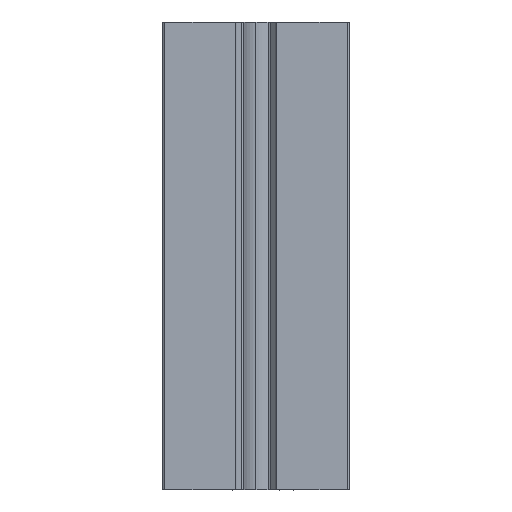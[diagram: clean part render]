
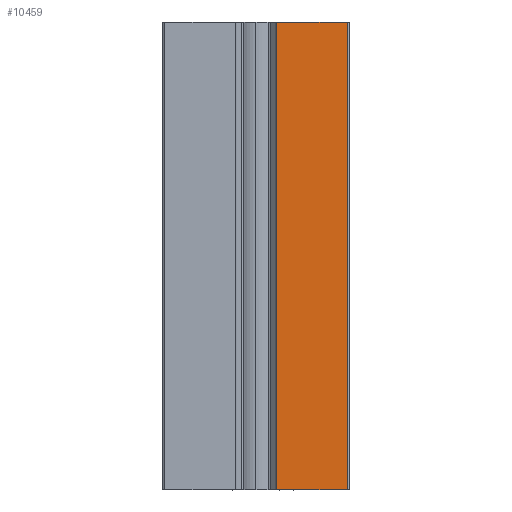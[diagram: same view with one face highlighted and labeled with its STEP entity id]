
A CAD part, left-side view. The second image highlights one B-rep face of the part: STEP entity #10459.
In plain terms, the highlighted planar face has unit normal (-1, 0, 0).
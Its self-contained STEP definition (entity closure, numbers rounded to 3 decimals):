
#203 = VERTEX_POINT ( 'NONE', #10407 ) ;
#1043 = LINE ( 'NONE', #4802, #10201 ) ;
#1218 = VERTEX_POINT ( 'NONE', #9310 ) ;
#1236 = CARTESIAN_POINT ( 'NONE',  ( 7701.975, 1712.656, 100. ) ) ;
#1278 = CARTESIAN_POINT ( 'NONE',  ( 7701.975, 1712.881, 100. ) ) ;
#1743 = ORIENTED_EDGE ( 'NONE', *, *, #9140, .F. ) ;
#2042 = CARTESIAN_POINT ( 'NONE',  ( 7701.975, 1712.881, 100. ) ) ;
#2097 = DIRECTION ( 'NONE',  ( 0., 0., 1. ) ) ;
#2135 = DIRECTION ( 'NONE',  ( 0., -1., 0. ) ) ;
#2192 = VERTEX_POINT ( 'NONE', #1278 ) ;
#2377 = FACE_OUTER_BOUND ( 'NONE', #6731, .T. ) ;
#3320 = VECTOR ( 'NONE', #10113, 1000. ) ;
#3504 = ORIENTED_EDGE ( 'NONE', *, *, #9159, .F. ) ;
#3610 = VECTOR ( 'NONE', #2097, 1000. ) ;
#3770 = DIRECTION ( 'NONE',  ( 1., 0., 0. ) ) ;
#3791 = CARTESIAN_POINT ( 'NONE',  ( 7701.975, 1712.881, 100. ) ) ;
#3868 = CARTESIAN_POINT ( 'NONE',  ( 7701.975, 1697.781, 100. ) ) ;
#4257 = VERTEX_POINT ( 'NONE', #9116 ) ;
#4802 = CARTESIAN_POINT ( 'NONE',  ( 7701.975, 1712.656, 0. ) ) ;
#5957 = LINE ( 'NONE', #1236, #10460 ) ;
#6152 = ORIENTED_EDGE ( 'NONE', *, *, #9141, .F. ) ;
#6731 = EDGE_LOOP ( 'NONE', ( #3504, #6152, #1743, #8794 ) ) ;
#6846 = AXIS2_PLACEMENT_3D ( 'NONE', #2042, #3770, #10064 ) ;
#8099 = LINE ( 'NONE', #3868, #3320 ) ;
#8353 = LINE ( 'NONE', #3791, #3610 ) ;
#8794 = ORIENTED_EDGE ( 'NONE', *, *, #9177, .F. ) ;
#9116 = CARTESIAN_POINT ( 'NONE',  ( 7701.975, 1697.781, 0. ) ) ;
#9120 = PLANE ( 'NONE',  #6846 ) ;
#9140 = EDGE_CURVE ( 'NONE', #1218, #2192, #8353, .T. ) ;
#9141 = EDGE_CURVE ( 'NONE', #2192, #203, #5957, .T. ) ;
#9159 = EDGE_CURVE ( 'NONE', #203, #4257, #8099, .T. ) ;
#9177 = EDGE_CURVE ( 'NONE', #4257, #1218, #1043, .T. ) ;
#9310 = CARTESIAN_POINT ( 'NONE',  ( 7701.975, 1712.881, 0. ) ) ;
#10064 = DIRECTION ( 'NONE',  ( 0., 0., -1. ) ) ;
#10113 = DIRECTION ( 'NONE',  ( 0., 0., -1. ) ) ;
#10176 = DIRECTION ( 'NONE',  ( 0., 1., 0. ) ) ;
#10201 = VECTOR ( 'NONE', #10176, 1000. ) ;
#10407 = CARTESIAN_POINT ( 'NONE',  ( 7701.975, 1697.781, 100. ) ) ;
#10459 = ADVANCED_FACE ( 'NONE', ( #2377 ), #9120, .F. ) ;
#10460 = VECTOR ( 'NONE', #2135, 1000. ) ;
